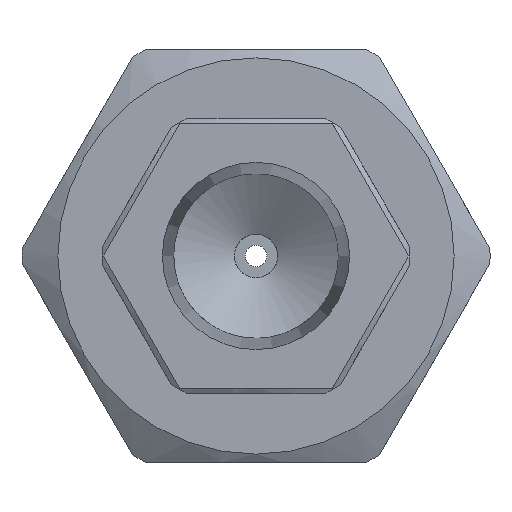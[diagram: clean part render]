
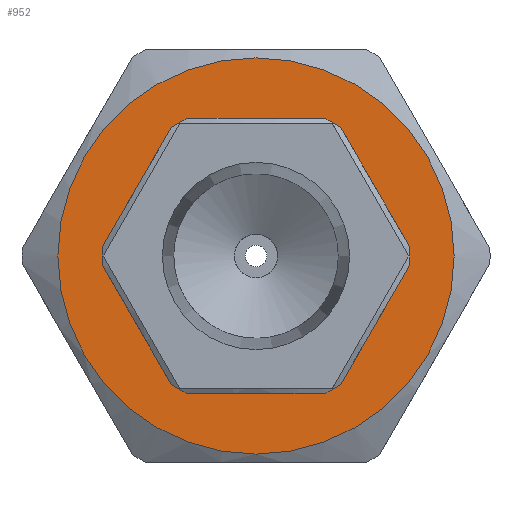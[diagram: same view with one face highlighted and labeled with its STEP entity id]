
A CAD part, left-side view. The second image highlights one B-rep face of the part: STEP entity #952.
In plain terms, the highlighted planar face has unit normal (-1, 0, 0).
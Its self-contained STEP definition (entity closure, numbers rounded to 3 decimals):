
#250=CARTESIAN_POINT('',(0.,-2.77,0.0));
#251=VERTEX_POINT('',#250);
#252=CARTESIAN_POINT('',(0.,0.,0.0));
#253=DIRECTION('',(1.0,0.0,0.0));
#254=DIRECTION('',(0.0,-1.0,0.0));
#255=AXIS2_PLACEMENT_3D('',#252,#253,#254);
#256=CIRCLE('',#255,2.77);
#257=EDGE_CURVE('',#251,#251,#256,.T.);
#905=CARTESIAN_POINT('',(0.0,4.572,0.0));
#906=VERTEX_POINT('',#905);
#907=CARTESIAN_POINT('',(0.,0.,0.0));
#908=DIRECTION('',(1.0,0.0,0.0));
#909=DIRECTION('',(0.0,1.0,0.0));
#910=AXIS2_PLACEMENT_3D('',#907,#908,#909);
#911=CIRCLE('',#910,4.572);
#912=EDGE_CURVE('',#906,#906,#911,.T.);
#941=CARTESIAN_POINT('',(0.0,2.286,0.0));
#942=DIRECTION('',(-1.0,0.0,0.0));
#943=DIRECTION('',(0.0,0.0,1.0));
#944=AXIS2_PLACEMENT_3D('',#941,#942,#943);
#945=PLANE('',#944);
#946=ORIENTED_EDGE('',*,*,#912,.F.);
#947=EDGE_LOOP('',(#946));
#948=FACE_OUTER_BOUND('',#947,.T.);
#949=ORIENTED_EDGE('',*,*,#257,.T.);
#950=EDGE_LOOP('',(#949));
#951=FACE_BOUND('',#950,.T.);
#952=ADVANCED_FACE('',(#948,#951),#945,.T.);
